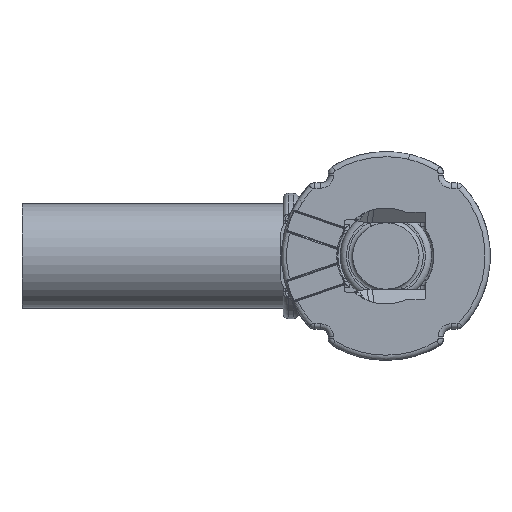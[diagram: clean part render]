
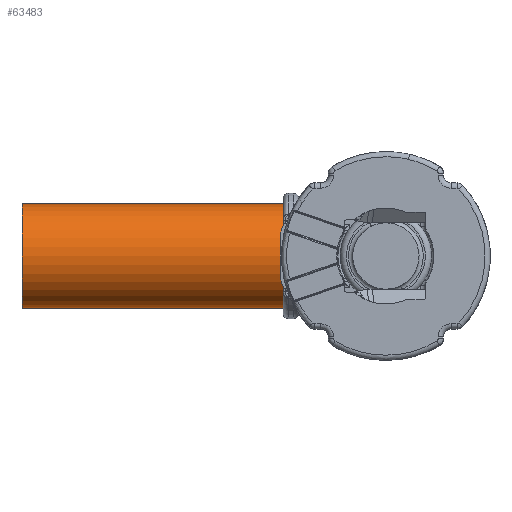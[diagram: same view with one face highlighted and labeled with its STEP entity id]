
A CAD part, left-side view. The second image highlights one B-rep face of the part: STEP entity #63483.
In plain terms, the highlighted cylindrical face has radius 5 mm (diameter 10 mm), a partial arc.
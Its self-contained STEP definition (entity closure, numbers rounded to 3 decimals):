
#63384=AXIS2_PLACEMENT_3D('Circle Axis2P3D',#63382,#63383,$) ;
#63427=AXIS2_PLACEMENT_3D('Circle Axis2P3D',#63425,#63426,$) ;
#63475=AXIS2_PLACEMENT_3D('Cylinder Axis2P3D',#63472,#63473,#63474) ;
#63377=CARTESIAN_POINT('Vertex',(21.,34.85,-5.)) ;
#63379=CARTESIAN_POINT('Vertex',(21.,34.85,5.)) ;
#63382=CARTESIAN_POINT('Axis2P3D Location',(21.,34.85,0.)) ;
#63425=CARTESIAN_POINT('Axis2P3D Location',(21.,9.85,0.)) ;
#63429=CARTESIAN_POINT('Vertex',(21.,9.85,5.)) ;
#63431=CARTESIAN_POINT('Vertex',(21.,9.85,-5.)) ;
#63454=CARTESIAN_POINT('Line Origine',(21.,22.35,-5.)) ;
#63459=CARTESIAN_POINT('Line Origine',(21.,22.35,5.)) ;
#63472=CARTESIAN_POINT('Axis2P3D Location',(21.,22.35,0.)) ;
#63383=DIRECTION('Axis2P3D Direction',(0.,-1.,0.)) ;
#63426=DIRECTION('Axis2P3D Direction',(0.,-1.,0.)) ;
#63455=DIRECTION('Vector Direction',(0.,-1.,0.)) ;
#63460=DIRECTION('Vector Direction',(0.,-1.,0.)) ;
#63473=DIRECTION('Axis2P3D Direction',(0.,-1.,0.)) ;
#63474=DIRECTION('Axis2P3D XDirection',(0.,0.,1.)) ;
#63456=VECTOR('Line Direction',#63455,1.) ;
#63461=VECTOR('Line Direction',#63460,1.) ;
#63478=ORIENTED_EDGE('',*,*,#63433,.F.) ;
#63479=ORIENTED_EDGE('',*,*,#63463,.T.) ;
#63480=ORIENTED_EDGE('',*,*,#63386,.T.) ;
#63481=ORIENTED_EDGE('',*,*,#63458,.F.) ;
#63483=ADVANCED_FACE('Hose NW4',(#63482),#63476,.T.) ;
#63385=CIRCLE('generated circle',#63384,5.) ;
#63428=CIRCLE('generated circle',#63427,5.) ;
#63476=CYLINDRICAL_SURFACE('generated cylinder',#63475,5.) ;
#63386=EDGE_CURVE('',#63380,#63378,#63385,.T.) ;
#63433=EDGE_CURVE('',#63430,#63432,#63428,.T.) ;
#63458=EDGE_CURVE('',#63432,#63378,#63457,.F.) ;
#63463=EDGE_CURVE('',#63430,#63380,#63462,.F.) ;
#63477=EDGE_LOOP('',(#63478,#63479,#63480,#63481)) ;
#63482=FACE_OUTER_BOUND('',#63477,.T.) ;
#63457=LINE('Line',#63454,#63456) ;
#63462=LINE('Line',#63459,#63461) ;
#63378=VERTEX_POINT('',#63377) ;
#63380=VERTEX_POINT('',#63379) ;
#63430=VERTEX_POINT('',#63429) ;
#63432=VERTEX_POINT('',#63431) ;
